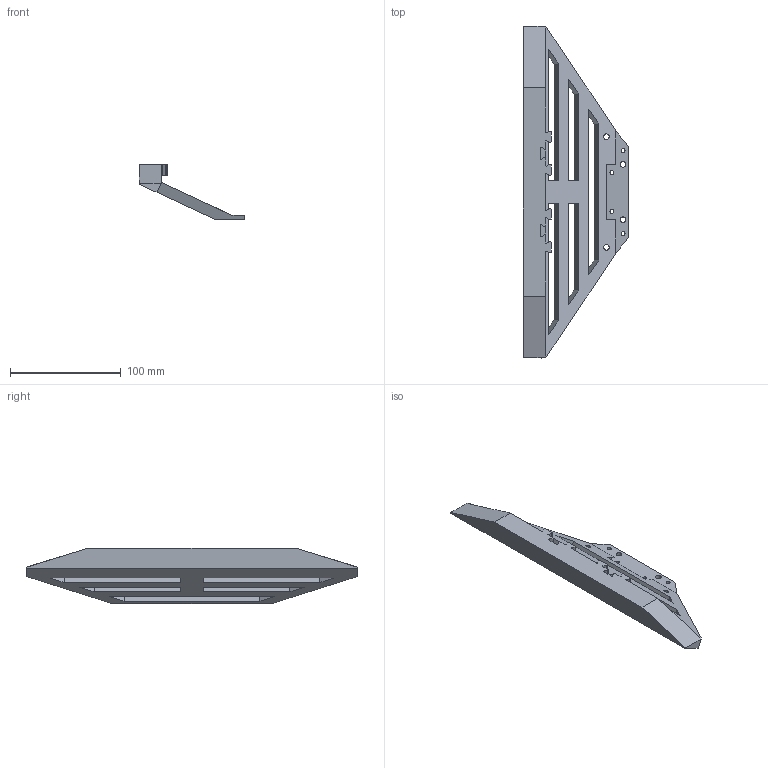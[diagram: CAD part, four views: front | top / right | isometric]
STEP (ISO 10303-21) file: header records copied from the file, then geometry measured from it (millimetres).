
FILE_DESCRIPTION(/* description */ ('Unknown'),/* implementation_level */ '2;1');
FILE_NAME(/* name */ 'Bumper_front_2_2',/* time_stamp */ '2024-03-11T12:10:49+01:00',/* author */ ('Unknown'),/* organization */ ('Unknown'),/* preprocessor_version */ 'ST-DEVELOPER v18.102',/* originating_system */ 'Solid Edge',/* authorisation */ 'Unknown');
FILE_SCHEMA (('AUTOMOTIVE_DESIGN {1 0 10303 214 3 1 1}'));
Length unit declared in the file: millimetre
Products named in the file (1): Bumper_front_2_2
Bounding box: 95 x 300 x 50 mm (x, y, z)
Volume: 201327.2 mm3; surface area: 57048.6 mm2
Topology: 1 solids, 1 shells, 105 faces, 317 edges, 214 vertices
Faces by surface type: plane 85, cylinder 20
Full cylindrical faces by diameter (mm): 3.6 x4, 5.1 x4
Entity records: 3505 total; most frequent: CARTESIAN_POINT 613, ORIENTED_EDGE 602, DIRECTION 553, EDGE_CURVE 301, LINE 261, VECTOR 261, VERTEX_POINT 206, AXIS2_PLACEMENT_3D 146
